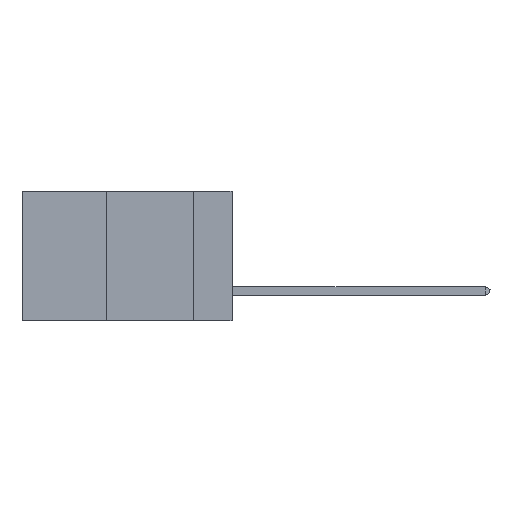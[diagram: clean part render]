
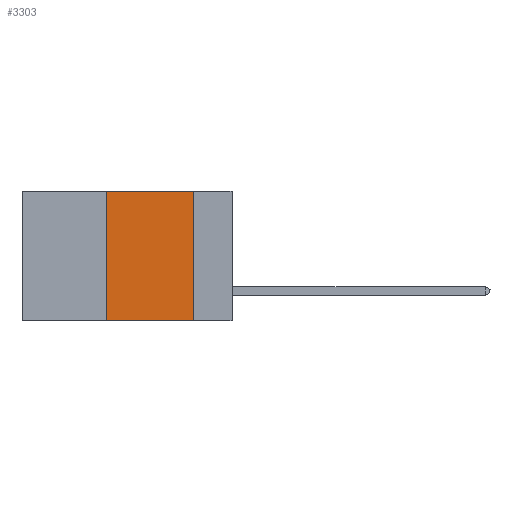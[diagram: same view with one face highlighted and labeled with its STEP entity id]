
A CAD part, left-side view. The second image highlights one B-rep face of the part: STEP entity #3303.
In plain terms, the highlighted planar face has unit normal (-1, 0, 0).
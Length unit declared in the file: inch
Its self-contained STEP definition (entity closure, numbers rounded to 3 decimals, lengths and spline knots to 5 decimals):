
#1587 = DIRECTION ( 'NONE',  ( 0., -1., 0. ) ) ;
#1951 = VERTEX_POINT ( 'NONE', #11329 ) ;
#2724 = DIRECTION ( 'NONE',  ( 0., -1., 0. ) ) ;
#3303 = ADVANCED_FACE ( 'NONE', ( #22321 ), #6838, .F. ) ;
#3849 = CARTESIAN_POINT ( 'NONE',  ( 0., 0.6, 0. ) ) ;
#4548 = CARTESIAN_POINT ( 'NONE',  ( 0., 0.6, 0. ) ) ;
#6838 = PLANE ( 'NONE',  #38782 ) ;
#7112 = CARTESIAN_POINT ( 'NONE',  ( 0., 0.36, 0. ) ) ;
#7688 = LINE ( 'NONE', #4548, #34423 ) ;
#8996 = VECTOR ( 'NONE', #29847, 39.37008 ) ;
#9054 = CARTESIAN_POINT ( 'NONE',  ( 0., 0.6, -0.37 ) ) ;
#11329 = CARTESIAN_POINT ( 'NONE',  ( 0., 0.11, -0.37 ) ) ;
#12385 = LINE ( 'NONE', #29169, #8996 ) ;
#12550 = EDGE_CURVE ( 'NONE', #20070, #1951, #24360, .T. ) ;
#12658 = ORIENTED_EDGE ( 'NONE', *, *, #14333, .F. ) ;
#12699 = CARTESIAN_POINT ( 'NONE',  ( 0., 0.11, 0. ) ) ;
#13052 = DIRECTION ( 'NONE',  ( 0., 0., -1. ) ) ;
#13590 = ORIENTED_EDGE ( 'NONE', *, *, #22548, .F. ) ;
#14333 = EDGE_CURVE ( 'NONE', #22237, #1951, #34686, .T. ) ;
#14404 = CARTESIAN_POINT ( 'NONE',  ( 0., 0.11, 0. ) ) ;
#16006 = VECTOR ( 'NONE', #2724, 39.37008 ) ;
#16493 = EDGE_LOOP ( 'NONE', ( #12658, #13590, #39936, #27177 ) ) ;
#20070 = VERTEX_POINT ( 'NONE', #37858 ) ;
#22237 = VERTEX_POINT ( 'NONE', #12699 ) ;
#22321 = FACE_OUTER_BOUND ( 'NONE', #16493, .T. ) ;
#22548 = EDGE_CURVE ( 'NONE', #34810, #22237, #7688, .T. ) ;
#24360 = LINE ( 'NONE', #9054, #16006 ) ;
#27177 = ORIENTED_EDGE ( 'NONE', *, *, #12550, .T. ) ;
#29169 = CARTESIAN_POINT ( 'NONE',  ( 0., 0.36, 0. ) ) ;
#29847 = DIRECTION ( 'NONE',  ( 0., 0., 1. ) ) ;
#31710 = DIRECTION ( 'NONE',  ( 1., 0., 0. ) ) ;
#32754 = VECTOR ( 'NONE', #39395, 39.37008 ) ;
#34423 = VECTOR ( 'NONE', #1587, 39.37008 ) ;
#34686 = LINE ( 'NONE', #14404, #32754 ) ;
#34810 = VERTEX_POINT ( 'NONE', #7112 ) ;
#37858 = CARTESIAN_POINT ( 'NONE',  ( 0., 0.36, -0.37 ) ) ;
#38782 = AXIS2_PLACEMENT_3D ( 'NONE', #3849, #31710, #13052 ) ;
#39395 = DIRECTION ( 'NONE',  ( 0., 0., -1. ) ) ;
#39560 = EDGE_CURVE ( 'NONE', #20070, #34810, #12385, .T. ) ;
#39936 = ORIENTED_EDGE ( 'NONE', *, *, #39560, .F. ) ;
